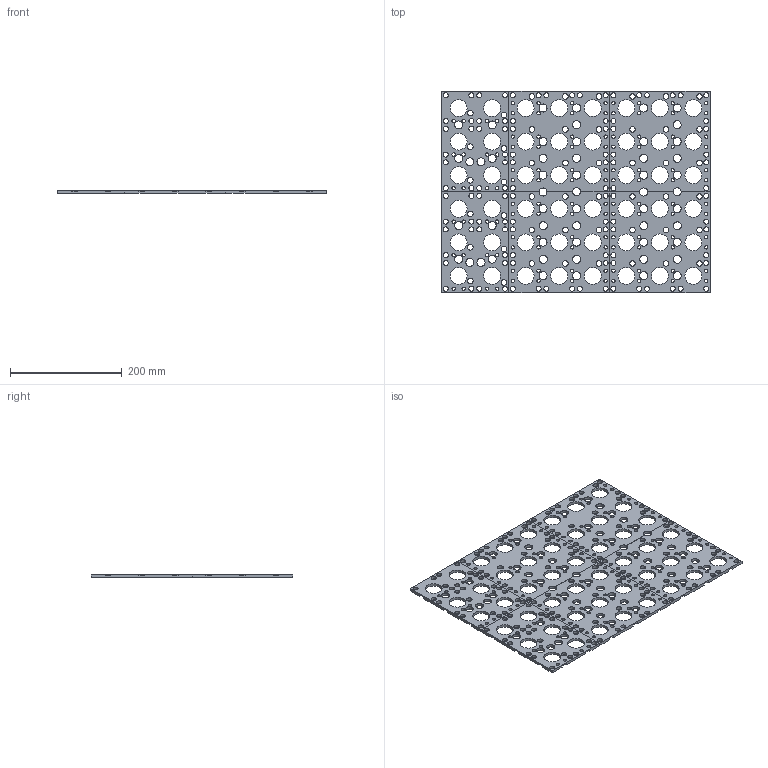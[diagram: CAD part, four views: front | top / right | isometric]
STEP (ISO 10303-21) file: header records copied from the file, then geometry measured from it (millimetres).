
FILE_DESCRIPTION(('HOOPS Exchange Step'),'2;1');
FILE_NAME('temp_export','2024-06-05T15:42:51-04:00',('mobile'),('Shapr3D Limited'),'HOOPS Exchange 2024.2','Shapr3D','Authorized');
FILE_SCHEMA( ('AUTOMOTIVE_DESIGN { 1 0 10303 214 1 1 1 1 }') );
Length unit declared in the file: millimetre
Products named in the file (2): 文件夹 01; root
Assembly tree (1 placements, depth 2):
  root
    文件夹 01
Bounding box: 480 x 360 x 5 mm (x, y, z)
Volume: 563126.6 mm3; surface area: 324477 mm2
Topology: 6 solids, 6 shells, 696 faces, 2256 edges, 1572 vertices
Faces by surface type: cylinder 380, plane 316
Full cylindrical faces by diameter (mm): 6 x120, 9 x104, 10 x48, 14.4 x50, 30 x48
Entity records: 27010 total; most frequent: DIRECTION 4612, CARTESIAN_POINT 4526, ORIENTED_EDGE 4512, EDGE_CURVE 2256, AXIS2_PLACEMENT_3D 1658, VERTEX_POINT 1572, EDGE_LOOP 1436, FACE_BOUND 1436
